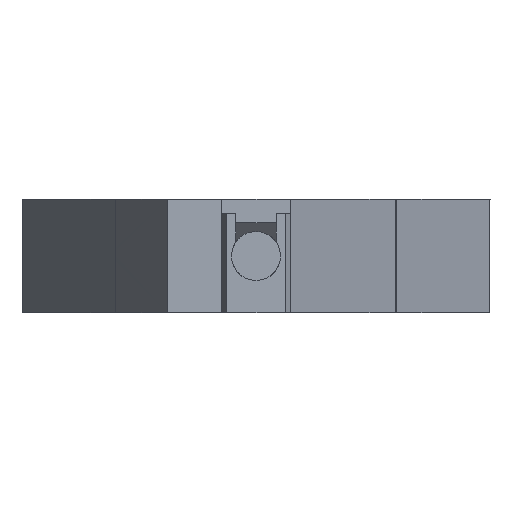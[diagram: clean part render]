
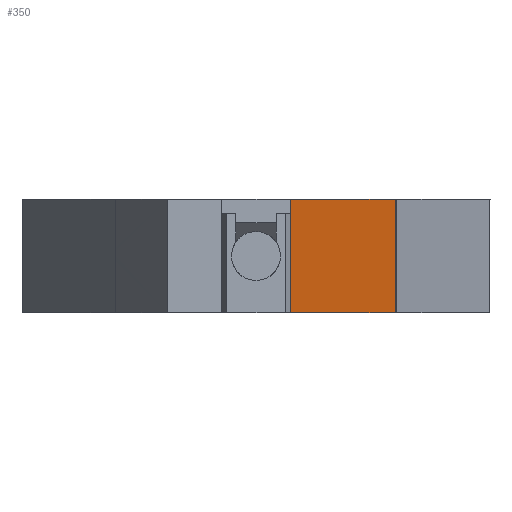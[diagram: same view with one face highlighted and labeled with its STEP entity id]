
A CAD part, front view. The second image highlights one B-rep face of the part: STEP entity #350.
In plain terms, the highlighted planar face has unit normal (0.866, -0.5, 0).
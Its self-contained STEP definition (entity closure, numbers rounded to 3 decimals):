
#204=PLANE('',#3341);
#350=ADVANCED_FACE('',(#534),#204,.T.);
#534=FACE_OUTER_BOUND('',#688,.T.);
#688=EDGE_LOOP('',(#2142,#2143,#2144,#2145));
#797=LINE('',#4428,#1155);
#833=LINE('',#4522,#1191);
#990=LINE('',#4918,#1348);
#1072=LINE('',#5096,#1430);
#1155=VECTOR('',#3514,1.);
#1191=VECTOR('',#3574,1.);
#1348=VECTOR('',#3895,1.);
#1430=VECTOR('',#4075,1.);
#2142=ORIENTED_EDGE('',*,*,#2975,.F.);
#2143=ORIENTED_EDGE('',*,*,#3066,.F.);
#2144=ORIENTED_EDGE('',*,*,#2741,.F.);
#2145=ORIENTED_EDGE('',*,*,#2788,.T.);
#2416=VERTEX_POINT('',#4427);
#2417=VERTEX_POINT('',#4429);
#2462=VERTEX_POINT('',#4521);
#2595=VERTEX_POINT('',#4917);
#2741=EDGE_CURVE('',#2416,#2417,#797,.T.);
#2788=EDGE_CURVE('',#2416,#2462,#833,.T.);
#2975=EDGE_CURVE('',#2595,#2462,#990,.T.);
#3066=EDGE_CURVE('',#2417,#2595,#1072,.T.);
#3341=AXIS2_PLACEMENT_3D('',#5097,#4076,#4077);
#3514=DIRECTION('',(0.,0.,1.));
#3574=DIRECTION('',(0.5,0.866,0.));
#3895=DIRECTION('',(0.,0.,-1.));
#4075=DIRECTION('',(0.5,0.866,0.));
#4076=DIRECTION('',(0.866,-0.5,0.));
#4077=DIRECTION('',(0.5,0.866,0.));
#4427=CARTESIAN_POINT('',(1.55,-28.4,-2.55));
#4428=CARTESIAN_POINT('',(1.55,-28.4,-2.55));
#4429=CARTESIAN_POINT('',(1.55,-28.4,2.55));
#4521=CARTESIAN_POINT('',(6.26,-20.242,-2.55));
#4522=CARTESIAN_POINT('',(1.55,-28.4,-2.55));
#4917=CARTESIAN_POINT('',(6.26,-20.242,2.55));
#4918=CARTESIAN_POINT('',(6.26,-20.242,1.25));
#5096=CARTESIAN_POINT('',(1.55,-28.4,2.55));
#5097=CARTESIAN_POINT('',(1.55,-28.4,-2.55));
